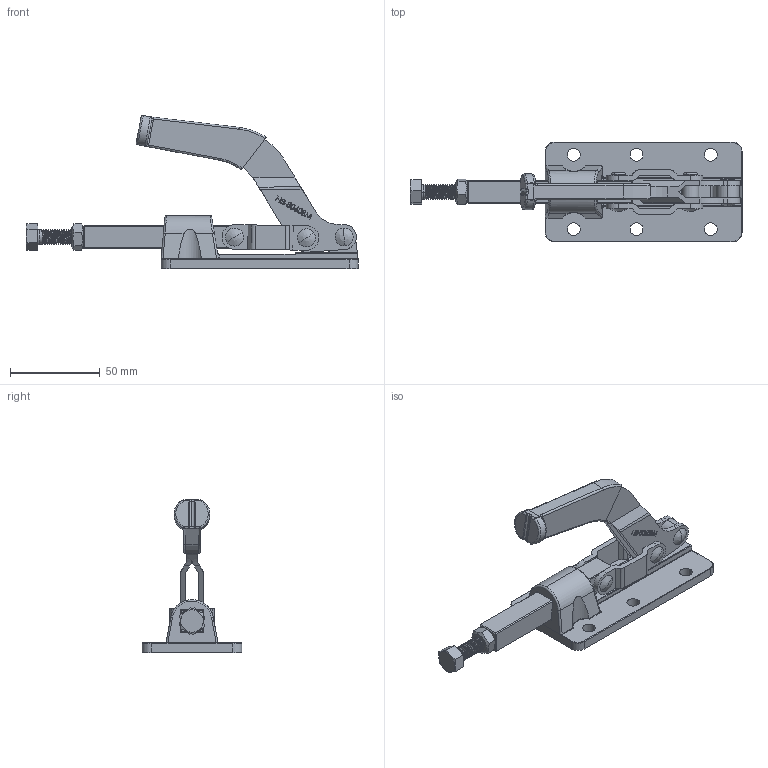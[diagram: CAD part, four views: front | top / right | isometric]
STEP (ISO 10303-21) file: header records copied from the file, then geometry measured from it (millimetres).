
FILE_DESCRIPTION (( 'STEP AP203' ), '1' );
FILE_NAME ('HS-30608.STEP', '2019-08-07T11:23:06', ( '微软用户' ), ( '微软中国' ), 'SwSTEP 2.0', 'SolidWorks 2012', '' );
FILE_SCHEMA (( 'CONFIG_CONTROL_DESIGN' ));
Length unit declared in the file: millimetre
Products named in the file (10): HS-30608; PRT0034_; HS-30608-01_BASE_; PRT0033_; HS-30608-03_HANDLE_; PRT0032_; HS-30608-02_CREST_STALK_; PRT0031_; PRT0030_; PRT0029_
Assembly tree (11 placements, depth 2):
  HS-30608
    PRT0029_  x2
    PRT0030_
    PRT0031_  x2
    HS-30608-02_CREST_STALK_
    PRT0032_
    HS-30608-03_HANDLE_
    PRT0033_
    HS-30608-01_BASE_
    PRT0034_
Bounding box: 184.69 x 55.6 x 85.14 mm (x, y, z)
Volume: 89827.9 mm3; surface area: 44483.1 mm2
Topology: 11 solids, 12 shells, 915 faces, 2495 edges, 1624 vertices
Faces by surface type: plane 482, cylinder 265, bspline 141, cone 27
Entity records: 62450 total; most frequent: CARTESIAN_POINT 41297, ORIENTED_EDGE 4778, DIRECTION 3144, EDGE_CURVE 2389, VERTEX_POINT 1566, LINE 1264, VECTOR 1264, EDGE_LOOP 945
